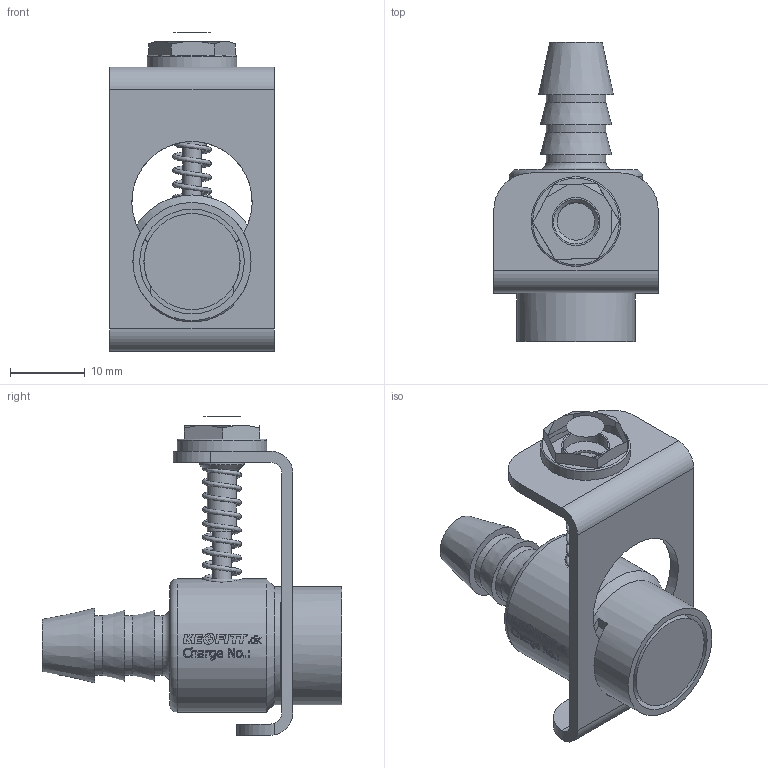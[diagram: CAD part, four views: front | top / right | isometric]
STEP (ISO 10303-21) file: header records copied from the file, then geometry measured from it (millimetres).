
FILE_DESCRIPTION(/* description */ ('This is a sample STEP configuration'),/* implementation_level */ '2;1');
FILE_NAME(/* name */ '800082.stp',/* time_stamp */ '2021-06-29T09:33:48+02:00',/* author */ ('powerJobs'),/* organization */ ('coolOrange'),/* preprocessor_version */ 'ST-DEVELOPER v18',/* originating_system */ 'Autodesk Inventor 2020',/* authorisation */ '');
FILE_SCHEMA (('AUTOMOTIVE_DESIGN { 1 0 10303 214 3 1 1 }'));
Length unit declared in the file: millimetre
Products named in the file (1): 800082
Bounding box: 22 x 40 x 42.6 mm (x, y, z)
Volume: 7683.5 mm3; surface area: 6151.5 mm2
Topology: 1 solids, 3 shells, 343 faces, 938 edges, 630 vertices
Faces by surface type: plane 150, bspline 127, cylinder 52, cone 9, torus 3, sphere 2
Full cylindrical faces by diameter (mm): 2.48 x1, 2.5 x1, 3 x1, 3.9 x1, 5.5 x1, 6 x2, 6.4 x1, 8 x3, 12 x1, 12.86 x1, 14 x1, 14.3 x1, 15.8 x1, 17.8 x1
Entity records: 15600 total; most frequent: CARTESIAN_POINT 7133, ORIENTED_EDGE 1872, DIRECTION 1312, EDGE_CURVE 936, VERTEX_POINT 630, LINE 450, VECTOR 450, AXIS2_PLACEMENT_3D 431
